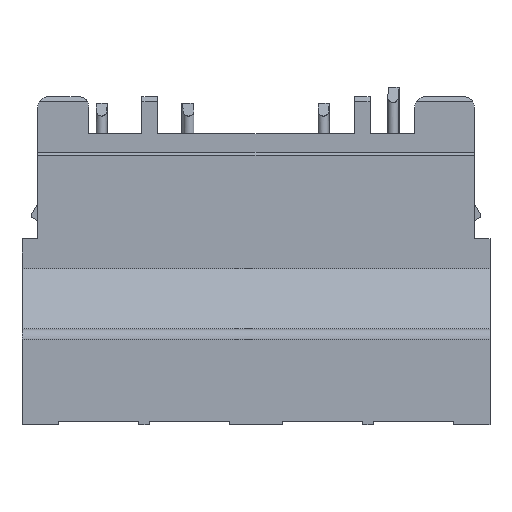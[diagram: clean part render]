
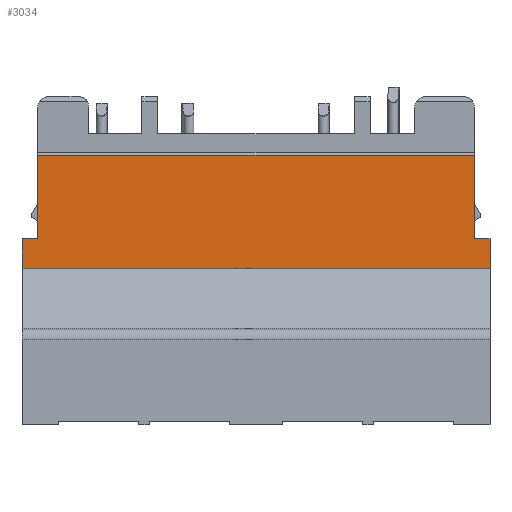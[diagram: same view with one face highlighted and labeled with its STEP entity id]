
A CAD part, top view. The second image highlights one B-rep face of the part: STEP entity #3034.
In plain terms, the highlighted planar face has unit normal (0, 0, 1).
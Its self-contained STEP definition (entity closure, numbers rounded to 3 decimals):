
#436=DIRECTION('',(0.,1.,0.));
#437=VECTOR('',#436,7.9);
#438=CARTESIAN_POINT('',(43.,17.7,-5.05));
#439=LINE('',#438,#437);
#452=DIRECTION('',(0.,1.,0.));
#453=VECTOR('',#452,7.9);
#454=CARTESIAN_POINT('',(1.5,17.7,-5.05));
#455=LINE('',#454,#453);
#456=DIRECTION('',(1.,0.,0.));
#457=VECTOR('',#456,41.5);
#458=CARTESIAN_POINT('',(1.5,25.6,-5.05));
#459=LINE('',#458,#457);
#460=DIRECTION('',(1.,0.,0.));
#461=VECTOR('',#460,1.5);
#462=CARTESIAN_POINT('',(43.,17.7,-5.05));
#463=LINE('',#462,#461);
#464=DIRECTION('',(0.,-1.,0.));
#465=VECTOR('',#464,2.85);
#466=CARTESIAN_POINT('',(44.5,17.7,-5.05));
#467=LINE('',#466,#465);
#472=DIRECTION('',(-1.,0.,0.));
#473=VECTOR('',#472,1.5);
#474=CARTESIAN_POINT('',(1.5,17.7,-5.05));
#475=LINE('',#474,#473);
#484=DIRECTION('',(0.,-1.,0.));
#485=VECTOR('',#484,2.85);
#486=CARTESIAN_POINT('',(0.,17.7,-5.05));
#487=LINE('',#486,#485);
#509=DIRECTION('',(1.,0.,0.));
#510=VECTOR('',#509,44.5);
#511=CARTESIAN_POINT('',(0.,14.85,-5.05));
#512=LINE('',#511,#510);
#2011=CARTESIAN_POINT('',(44.5,14.85,-5.05));
#2012=VERTEX_POINT('',#2011);
#2013=CARTESIAN_POINT('',(44.5,17.7,-5.05));
#2014=VERTEX_POINT('',#2013);
#2181=CARTESIAN_POINT('',(1.5,25.6,-5.05));
#2182=VERTEX_POINT('',#2181);
#2183=CARTESIAN_POINT('',(1.5,17.7,-5.05));
#2184=VERTEX_POINT('',#2183);
#2257=CARTESIAN_POINT('',(43.,17.7,-5.05));
#2258=VERTEX_POINT('',#2257);
#2259=CARTESIAN_POINT('',(43.,25.6,-5.05));
#2260=VERTEX_POINT('',#2259);
#2271=CARTESIAN_POINT('',(0.,17.7,-5.05));
#2272=VERTEX_POINT('',#2271);
#2273=CARTESIAN_POINT('',(0.,14.85,-5.05));
#2274=VERTEX_POINT('',#2273);
#3015=CARTESIAN_POINT('',(44.5,14.85,-5.05));
#3016=DIRECTION('',(0.,0.,1.));
#3017=DIRECTION('',(0.,1.,0.));
#3018=AXIS2_PLACEMENT_3D('',#3015,#3016,#3017);
#3019=PLANE('',#3018);
#3021=ORIENTED_EDGE('',*,*,#3020,.F.);
#3022=ORIENTED_EDGE('',*,*,#2874,.T.);
#3024=ORIENTED_EDGE('',*,*,#3023,.T.);
#3025=ORIENTED_EDGE('',*,*,#2981,.F.);
#3026=ORIENTED_EDGE('',*,*,#3009,.T.);
#3027=ORIENTED_EDGE('',*,*,#2618,.T.);
#3029=ORIENTED_EDGE('',*,*,#3028,.F.);
#3031=ORIENTED_EDGE('',*,*,#3030,.F.);
#3032=EDGE_LOOP('',(#3021,#3022,#3024,#3025,#3026,#3027,#3029,#3031));
#3033=FACE_OUTER_BOUND('',#3032,.F.);
#3034=ADVANCED_FACE('',(#3033),#3019,.T.);
#2618=EDGE_CURVE('',#2014,#2012,#467,.T.);
#2874=EDGE_CURVE('',#2184,#2182,#455,.T.);
#2981=EDGE_CURVE('',#2258,#2260,#439,.T.);
#3009=EDGE_CURVE('',#2258,#2014,#463,.T.);
#3020=EDGE_CURVE('',#2184,#2272,#475,.T.);
#3023=EDGE_CURVE('',#2182,#2260,#459,.T.);
#3028=EDGE_CURVE('',#2274,#2012,#512,.T.);
#3030=EDGE_CURVE('',#2272,#2274,#487,.T.);
